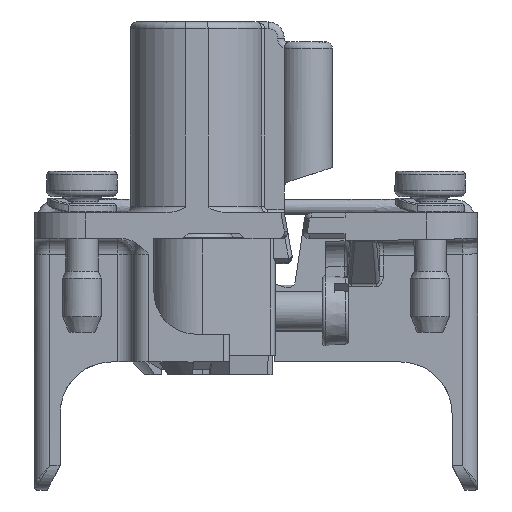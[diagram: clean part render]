
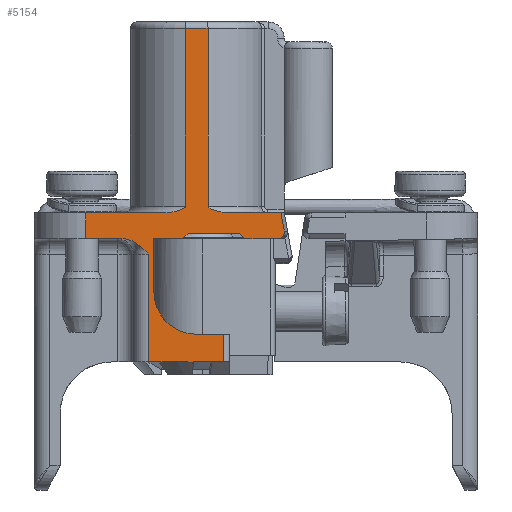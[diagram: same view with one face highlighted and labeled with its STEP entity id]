
A CAD part, left-side view. The second image highlights one B-rep face of the part: STEP entity #5154.
In plain terms, the highlighted planar face has unit normal (-1, 0, 0).
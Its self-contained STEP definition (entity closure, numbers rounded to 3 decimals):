
#3708=FACE_OUTER_BOUND('',#7808,.T.);
#4526=ELLIPSE('',#29514,0.516,0.5);
#5154=ADVANCED_FACE('',(#3708),#6329,.F.);
#6329=PLANE('',#29515);
#7808=EDGE_LOOP('',(#12153,#12154,#12155,#12156,#12157,#12158,#12159,#12160,
#12161,#12162,#12163,#12164,#12165,#12166,#12167,#12168,#12169,#12170,#12171,
#12172,#12173,#12174,#12175,#12176,#12177,#12178));
#12153=ORIENTED_EDGE('',*,*,#20435,.T.);
#12154=ORIENTED_EDGE('',*,*,#20689,.T.);
#12155=ORIENTED_EDGE('',*,*,#20690,.F.);
#12156=ORIENTED_EDGE('',*,*,#20691,.T.);
#12157=ORIENTED_EDGE('',*,*,#20692,.F.);
#12158=ORIENTED_EDGE('',*,*,#20693,.F.);
#12159=ORIENTED_EDGE('',*,*,#20694,.F.);
#12160=ORIENTED_EDGE('',*,*,#20682,.F.);
#12161=ORIENTED_EDGE('',*,*,#20364,.T.);
#12162=ORIENTED_EDGE('',*,*,#20695,.F.);
#12163=ORIENTED_EDGE('',*,*,#20359,.T.);
#12164=ORIENTED_EDGE('',*,*,#20688,.F.);
#12165=ORIENTED_EDGE('',*,*,#20696,.T.);
#12166=ORIENTED_EDGE('',*,*,#20697,.T.);
#12167=ORIENTED_EDGE('',*,*,#20698,.F.);
#12168=ORIENTED_EDGE('',*,*,#20699,.T.);
#12169=ORIENTED_EDGE('',*,*,#20700,.F.);
#12170=ORIENTED_EDGE('',*,*,#20701,.T.);
#12171=ORIENTED_EDGE('',*,*,#20702,.T.);
#12172=ORIENTED_EDGE('',*,*,#20703,.T.);
#12173=ORIENTED_EDGE('',*,*,#20121,.F.);
#12174=ORIENTED_EDGE('',*,*,#20704,.T.);
#12175=ORIENTED_EDGE('',*,*,#20705,.T.);
#12176=ORIENTED_EDGE('',*,*,#20706,.T.);
#12177=ORIENTED_EDGE('',*,*,#20707,.T.);
#12178=ORIENTED_EDGE('',*,*,#20708,.F.);
#17183=VERTEX_POINT('',#43733);
#17190=VERTEX_POINT('',#43746);
#17419=VERTEX_POINT('',#44285);
#17420=VERTEX_POINT('',#44287);
#17423=VERTEX_POINT('',#44301);
#17424=VERTEX_POINT('',#44303);
#17483=VERTEX_POINT('',#44520);
#17484=VERTEX_POINT('',#44525);
#17684=VERTEX_POINT('',#45194);
#17689=VERTEX_POINT('',#45207);
#17690=VERTEX_POINT('',#45211);
#17691=VERTEX_POINT('',#45213);
#17692=VERTEX_POINT('',#45215);
#17693=VERTEX_POINT('',#45217);
#17694=VERTEX_POINT('',#45219);
#17695=VERTEX_POINT('',#45223);
#17696=VERTEX_POINT('',#45225);
#17697=VERTEX_POINT('',#45227);
#17698=VERTEX_POINT('',#45238);
#17699=VERTEX_POINT('',#45240);
#17700=VERTEX_POINT('',#45242);
#17701=VERTEX_POINT('',#45244);
#17702=VERTEX_POINT('',#45256);
#17703=VERTEX_POINT('',#45258);
#17704=VERTEX_POINT('',#45265);
#17705=VERTEX_POINT('',#45267);
#20121=EDGE_CURVE('',#17190,#17183,#24927,.T.);
#20359=EDGE_CURVE('',#17420,#17419,#25055,.T.);
#20364=EDGE_CURVE('',#17424,#17423,#25059,.T.);
#20435=EDGE_CURVE('',#17484,#17483,#22782,.T.);
#20682=EDGE_CURVE('',#17424,#17684,#25264,.T.);
#20688=EDGE_CURVE('',#17689,#17419,#25269,.T.);
#20689=EDGE_CURVE('',#17483,#17690,#25270,.T.);
#20690=EDGE_CURVE('',#17691,#17690,#25271,.T.);
#20691=EDGE_CURVE('',#17691,#17692,#25272,.T.);
#20692=EDGE_CURVE('',#17693,#17692,#25273,.T.);
#20693=EDGE_CURVE('',#17694,#17693,#23623,.T.);
#20694=EDGE_CURVE('',#17684,#17694,#25274,.T.);
#20695=EDGE_CURVE('',#17420,#17423,#25275,.T.);
#20696=EDGE_CURVE('',#17689,#17695,#4526,.T.);
#20697=EDGE_CURVE('',#17695,#17696,#25276,.T.);
#20698=EDGE_CURVE('',#17697,#17696,#25277,.T.);
#20699=EDGE_CURVE('',#17697,#17698,#22806,.T.);
#20700=EDGE_CURVE('',#17699,#17698,#25278,.T.);
#20701=EDGE_CURVE('',#17699,#17700,#25279,.T.);
#20702=EDGE_CURVE('',#17700,#17701,#25280,.T.);
#20703=EDGE_CURVE('',#17701,#17183,#22807,.T.);
#20704=EDGE_CURVE('',#17190,#17702,#25281,.T.);
#20705=EDGE_CURVE('',#17702,#17703,#25282,.T.);
#20706=EDGE_CURVE('',#17703,#17704,#22808,.T.);
#20707=EDGE_CURVE('',#17704,#17705,#25283,.T.);
#20708=EDGE_CURVE('',#17484,#17705,#25284,.T.);
#22782=B_SPLINE_CURVE_WITH_KNOTS('',3,(#44521,#44522,#44523,#44524),
 .UNSPECIFIED.,.F.,.F.,(4,4),(0.,1.),.UNSPECIFIED.);
#22806=B_SPLINE_CURVE_WITH_KNOTS('',3,(#45228,#45229,#45230,#45231,#45232,
#45233,#45234,#45235,#45236,#45237),.UNSPECIFIED.,.F.,.F.,(4,2,2,2,4),(0.,
0.5,0.75,0.875,1.),.UNSPECIFIED.);
#22807=B_SPLINE_CURVE_WITH_KNOTS('',3,(#45245,#45246,#45247,#45248,#45249,
#45250,#45251,#45252,#45253,#45254),.UNSPECIFIED.,.F.,.F.,(4,2,2,2,4),(0.,
0.125,0.25,0.5,1.),.UNSPECIFIED.);
#22808=B_SPLINE_CURVE_WITH_KNOTS('',3,(#45259,#45260,#45261,#45262,#45263,
#45264),.UNSPECIFIED.,.F.,.F.,(4,2,4),(0.,0.5,1.),.UNSPECIFIED.);
#23623=CIRCLE('',#29513,3.3);
#24927=LINE('',#43747,#26931);
#25055=LINE('',#44286,#27059);
#25059=LINE('',#44302,#27063);
#25264=LINE('',#45197,#27268);
#25269=LINE('',#45208,#27273);
#25270=LINE('',#45210,#27274);
#25271=LINE('',#45212,#27275);
#25272=LINE('',#45214,#27276);
#25273=LINE('',#45216,#27277);
#25274=LINE('',#45220,#27278);
#25275=LINE('',#45221,#27279);
#25276=LINE('',#45224,#27280);
#25277=LINE('',#45226,#27281);
#25278=LINE('',#45239,#27282);
#25279=LINE('',#45241,#27283);
#25280=LINE('',#45243,#27284);
#25281=LINE('',#45255,#27285);
#25282=LINE('',#45257,#27286);
#25283=LINE('',#45266,#27287);
#25284=LINE('',#45268,#27288);
#26931=VECTOR('',#33047,1.);
#27059=VECTOR('',#33391,1.);
#27063=VECTOR('',#33397,1.);
#27268=VECTOR('',#33848,1.);
#27273=VECTOR('',#33857,1.);
#27274=VECTOR('',#33860,1.);
#27275=VECTOR('',#33861,1.);
#27276=VECTOR('',#33862,1.);
#27277=VECTOR('',#33863,1.);
#27278=VECTOR('',#33866,1.);
#27279=VECTOR('',#33867,1.);
#27280=VECTOR('',#33870,1.);
#27281=VECTOR('',#33871,1.);
#27282=VECTOR('',#33872,1.);
#27283=VECTOR('',#33873,1.);
#27284=VECTOR('',#33874,1.);
#27285=VECTOR('',#33875,1.);
#27286=VECTOR('',#33876,1.);
#27287=VECTOR('',#33877,1.);
#27288=VECTOR('',#33878,1.);
#29513=AXIS2_PLACEMENT_3D('',#45218,#33864,#33865);
#29514=AXIS2_PLACEMENT_3D('',#45222,#33868,#33869);
#29515=AXIS2_PLACEMENT_3D('',#45269,#33879,#33880);
#33047=DIRECTION('',(0.,-1.,0.));
#33391=DIRECTION('',(0.,-0.707,-0.707));
#33397=DIRECTION('',(0.,-0.707,0.707));
#33848=DIRECTION('',(0.,1.,0.));
#33857=DIRECTION('',(0.,1.,0.));
#33860=DIRECTION('',(0.,0.,1.));
#33861=DIRECTION('',(0.,1.,0.));
#33862=DIRECTION('',(0.,0.,1.));
#33863=DIRECTION('',(0.,-1.,0.));
#33864=DIRECTION('',(-1.,0.,0.));
#33865=DIRECTION('',(0.,-1.,0.));
#33866=DIRECTION('',(0.,0.,-1.));
#33867=DIRECTION('',(0.,1.,0.));
#33868=DIRECTION('',(-1.,0.,0.));
#33869=DIRECTION('',(0.,1.,0.));
#33870=DIRECTION('',(0.,0.182,0.983));
#33871=DIRECTION('',(0.,-1.,0.));
#33872=DIRECTION('',(0.,0.,-1.));
#33873=DIRECTION('',(0.,1.,0.));
#33874=DIRECTION('',(0.,0.,-1.));
#33875=DIRECTION('',(0.,0.,-1.));
#33876=DIRECTION('',(0.,-1.,0.));
#33877=DIRECTION('',(0.,0.,-1.));
#33878=DIRECTION('',(0.,1.,0.));
#33879=DIRECTION('',(1.,0.,0.));
#33880=DIRECTION('',(0.,0.,-1.));
#43733=CARTESIAN_POINT('',(-42.325,4.033,3.55));
#43746=CARTESIAN_POINT('',(-42.325,10.15,3.55));
#43747=CARTESIAN_POINT('',(-42.325,-3.25,3.55));
#44285=CARTESIAN_POINT('',(-42.325,-2.175,1.55));
#44286=CARTESIAN_POINT('',(-42.325,-1.775,1.95));
#44287=CARTESIAN_POINT('',(-42.325,-1.775,1.95));
#44301=CARTESIAN_POINT('',(-42.325,2.225,1.95));
#44302=CARTESIAN_POINT('',(-42.325,2.225,1.95));
#44303=CARTESIAN_POINT('',(-42.325,2.625,1.55));
#44520=CARTESIAN_POINT('',(-42.325,1.809,-8.063));
#44521=CARTESIAN_POINT('',(-42.325,2.264,-8.02));
#44522=CARTESIAN_POINT('',(-42.325,2.112,-8.041));
#44523=CARTESIAN_POINT('',(-42.325,1.96,-8.056));
#44524=CARTESIAN_POINT('',(-42.325,1.809,-8.063));
#44525=CARTESIAN_POINT('',(-42.325,2.264,-8.02));
#45194=CARTESIAN_POINT('',(-42.325,4.875,1.55));
#45197=CARTESIAN_POINT('',(-42.325,-4.425,1.55));
#45207=CARTESIAN_POINT('',(-42.325,-4.729,1.55));
#45208=CARTESIAN_POINT('',(-42.325,-4.425,1.55));
#45210=CARTESIAN_POINT('',(-42.325,1.809,1.55));
#45211=CARTESIAN_POINT('',(-42.325,1.809,-8.02));
#45212=CARTESIAN_POINT('',(-42.325,-3.25,-8.02));
#45213=CARTESIAN_POINT('',(-42.325,-0.525,-8.02));
#45214=CARTESIAN_POINT('',(-42.325,-0.525,1.55));
#45215=CARTESIAN_POINT('',(-42.325,-0.525,-5.87));
#45216=CARTESIAN_POINT('',(-42.325,1.575,-5.87));
#45217=CARTESIAN_POINT('',(-42.325,1.575,-5.87));
#45218=CARTESIAN_POINT('',(-42.325,1.575,-2.57));
#45219=CARTESIAN_POINT('',(-42.325,4.875,-2.57));
#45220=CARTESIAN_POINT('',(-42.325,4.875,1.55));
#45221=CARTESIAN_POINT('',(-42.325,-3.25,1.95));
#45222=CARTESIAN_POINT('',(-42.325,-4.729,2.05));
#45223=CARTESIAN_POINT('',(-42.325,-5.237,2.138));
#45224=CARTESIAN_POINT('',(-42.325,-5.276,1.926));
#45225=CARTESIAN_POINT('',(-42.325,-4.975,3.55));
#45226=CARTESIAN_POINT('',(-42.325,-3.25,3.55));
#45227=CARTESIAN_POINT('',(-42.325,-0.933,3.55));
#45228=CARTESIAN_POINT('',(-42.325,-0.933,3.55));
#45229=CARTESIAN_POINT('',(-42.325,-0.642,3.55));
#45230=CARTESIAN_POINT('',(-42.325,-0.357,3.595));
#45231=CARTESIAN_POINT('',(-42.325,0.064,3.702));
#45232=CARTESIAN_POINT('',(-42.325,0.204,3.745));
#45233=CARTESIAN_POINT('',(-42.325,0.406,3.826));
#45234=CARTESIAN_POINT('',(-42.325,0.473,3.856));
#45235=CARTESIAN_POINT('',(-42.325,0.598,3.93));
#45236=CARTESIAN_POINT('',(-42.325,0.674,3.976));
#45237=CARTESIAN_POINT('',(-42.325,0.674,4.05));
#45238=CARTESIAN_POINT('',(-42.325,0.674,4.05));
#45239=CARTESIAN_POINT('',(-42.325,0.674,18.35));
#45240=CARTESIAN_POINT('',(-42.325,0.674,17.85));
#45241=CARTESIAN_POINT('',(-42.325,-3.25,17.85));
#45242=CARTESIAN_POINT('',(-42.325,2.426,17.85));
#45243=CARTESIAN_POINT('',(-42.325,2.426,18.35));
#45244=CARTESIAN_POINT('',(-42.325,2.426,4.05));
#45245=CARTESIAN_POINT('',(-42.325,2.426,4.05));
#45246=CARTESIAN_POINT('',(-42.325,2.426,3.975));
#45247=CARTESIAN_POINT('',(-42.325,2.503,3.929));
#45248=CARTESIAN_POINT('',(-42.325,2.629,3.855));
#45249=CARTESIAN_POINT('',(-42.325,2.695,3.825));
#45250=CARTESIAN_POINT('',(-42.325,2.898,3.745));
#45251=CARTESIAN_POINT('',(-42.325,3.037,3.702));
#45252=CARTESIAN_POINT('',(-42.325,3.457,3.595));
#45253=CARTESIAN_POINT('',(-42.325,3.741,3.55));
#45254=CARTESIAN_POINT('',(-42.325,4.033,3.55));
#45255=CARTESIAN_POINT('',(-42.325,10.15,1.55));
#45256=CARTESIAN_POINT('',(-42.325,10.15,1.55));
#45257=CARTESIAN_POINT('',(-42.325,-3.25,1.55));
#45258=CARTESIAN_POINT('',(-42.325,7.353,1.55));
#45259=CARTESIAN_POINT('',(-42.325,7.353,1.55));
#45260=CARTESIAN_POINT('',(-42.325,6.937,1.55));
#45261=CARTESIAN_POINT('',(-42.325,6.544,1.389));
#45262=CARTESIAN_POINT('',(-42.325,5.861,0.935));
#45263=CARTESIAN_POINT('',(-42.325,5.565,0.64));
#45264=CARTESIAN_POINT('',(-42.325,5.275,0.35));
#45265=CARTESIAN_POINT('',(-42.325,5.275,0.35));
#45266=CARTESIAN_POINT('',(-42.325,5.275,1.55));
#45267=CARTESIAN_POINT('',(-42.325,5.275,-8.02));
#45268=CARTESIAN_POINT('',(-42.325,-3.25,-8.02));
#45269=CARTESIAN_POINT('',(-42.325,-3.25,1.55));
